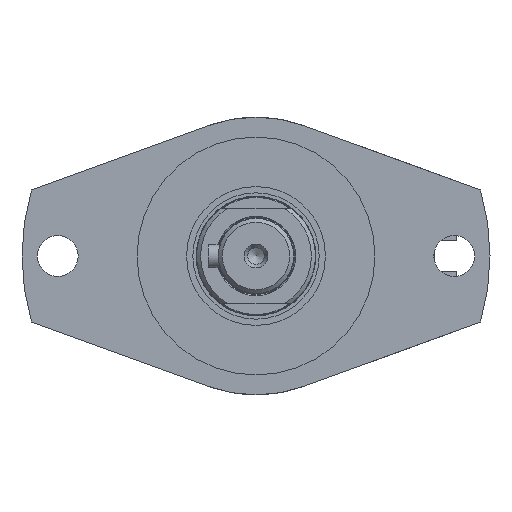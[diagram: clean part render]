
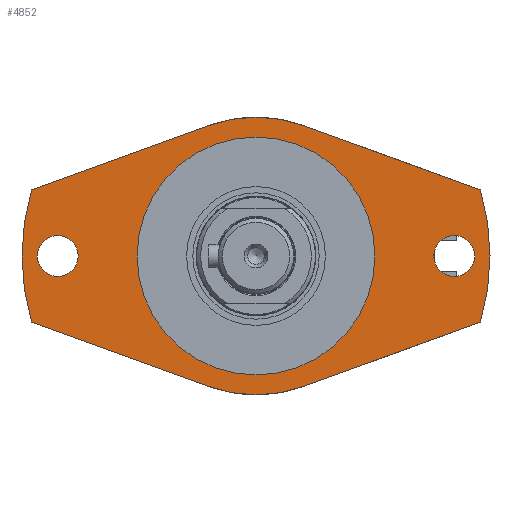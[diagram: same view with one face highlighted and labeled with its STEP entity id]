
A CAD part, left-side view. The second image highlights one B-rep face of the part: STEP entity #4852.
In plain terms, the highlighted planar face has unit normal (-1, 0, 0).
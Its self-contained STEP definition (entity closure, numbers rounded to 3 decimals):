
#406=FACE_BOUND('',#1607,.T.);
#407=FACE_BOUND('',#1608,.T.);
#408=FACE_BOUND('',#1609,.T.);
#566=LINE('',#7686,#930);
#569=LINE('',#7692,#933);
#573=LINE('',#7699,#937);
#576=LINE('',#7705,#940);
#930=VECTOR('',#6204,10.);
#933=VECTOR('',#6209,10.);
#937=VECTOR('',#6215,10.);
#940=VECTOR('',#6220,10.);
#1327=FACE_OUTER_BOUND('',#1606,.T.);
#1606=EDGE_LOOP('',(#3796,#3797,#3798,#3799,#3800,#3801,#3802,#3803));
#1607=EDGE_LOOP('',(#3804));
#1608=EDGE_LOOP('',(#3805));
#1609=EDGE_LOOP('',(#3806,#3807));
#1921=CIRCLE('',#5274,35.);
#1923=CIRCLE('',#5276,35.);
#1927=CIRCLE('',#5281,5.15);
#1930=CIRCLE('',#5285,5.15);
#1932=CIRCLE('',#5293,59.);
#1933=CIRCLE('',#5294,59.);
#1934=CIRCLE('',#5295,30.);
#1935=CIRCLE('',#5296,30.);
#2254=VERTEX_POINT('',#7651);
#2255=VERTEX_POINT('',#7653);
#2258=VERTEX_POINT('',#7659);
#2259=VERTEX_POINT('',#7661);
#2263=VERTEX_POINT('',#7671);
#2266=VERTEX_POINT('',#7679);
#2267=VERTEX_POINT('',#7683);
#2270=VERTEX_POINT('',#7691);
#2272=VERTEX_POINT('',#7697);
#2274=VERTEX_POINT('',#7702);
#2275=VERTEX_POINT('',#7711);
#2276=VERTEX_POINT('',#7712);
#2812=EDGE_CURVE('',#2255,#2254,#1921,.T.);
#2816=EDGE_CURVE('',#2259,#2258,#1923,.T.);
#2822=EDGE_CURVE('',#2263,#2263,#1927,.T.);
#2826=EDGE_CURVE('',#2266,#2266,#1930,.T.);
#2828=EDGE_CURVE('',#2254,#2267,#566,.T.);
#2831=EDGE_CURVE('',#2270,#2259,#569,.T.);
#2835=EDGE_CURVE('',#2258,#2272,#573,.T.);
#2838=EDGE_CURVE('',#2274,#2255,#576,.T.);
#2840=EDGE_CURVE('',#2270,#2267,#1932,.T.);
#2841=EDGE_CURVE('',#2274,#2272,#1933,.T.);
#2842=EDGE_CURVE('',#2275,#2276,#1934,.T.);
#2843=EDGE_CURVE('',#2276,#2275,#1935,.T.);
#3796=ORIENTED_EDGE('',*,*,#2838,.T.);
#3797=ORIENTED_EDGE('',*,*,#2812,.T.);
#3798=ORIENTED_EDGE('',*,*,#2828,.T.);
#3799=ORIENTED_EDGE('',*,*,#2840,.F.);
#3800=ORIENTED_EDGE('',*,*,#2831,.T.);
#3801=ORIENTED_EDGE('',*,*,#2816,.T.);
#3802=ORIENTED_EDGE('',*,*,#2835,.T.);
#3803=ORIENTED_EDGE('',*,*,#2841,.F.);
#3804=ORIENTED_EDGE('',*,*,#2822,.T.);
#3805=ORIENTED_EDGE('',*,*,#2826,.T.);
#3806=ORIENTED_EDGE('',*,*,#2842,.T.);
#3807=ORIENTED_EDGE('',*,*,#2843,.T.);
#4652=PLANE('',#5292);
#4852=ADVANCED_FACE('',(#1327,#406,#407,#408),#4652,.T.);
#5274=AXIS2_PLACEMENT_3D('',#7654,#6172,#6173);
#5276=AXIS2_PLACEMENT_3D('',#7662,#6178,#6179);
#5281=AXIS2_PLACEMENT_3D('',#7673,#6190,#6191);
#5285=AXIS2_PLACEMENT_3D('',#7681,#6199,#6200);
#5292=AXIS2_PLACEMENT_3D('',#7708,#6225,#6226);
#5293=AXIS2_PLACEMENT_3D('',#7709,#6227,#6228);
#5294=AXIS2_PLACEMENT_3D('',#7710,#6229,#6230);
#5295=AXIS2_PLACEMENT_3D('',#7713,#6231,#6232);
#5296=AXIS2_PLACEMENT_3D('',#7714,#6233,#6234);
#6172=DIRECTION('center_axis',(-1.,0.,0.));
#6173=DIRECTION('ref_axis',(0.,-0.342,0.94));
#6178=DIRECTION('center_axis',(-1.,0.,0.));
#6179=DIRECTION('ref_axis',(0.,0.342,-0.94));
#6190=DIRECTION('center_axis',(1.,0.,0.));
#6191=DIRECTION('ref_axis',(0.,0.,
-1.));
#6199=DIRECTION('center_axis',(1.,0.,0.));
#6200=DIRECTION('ref_axis',(0.,0.,
-1.));
#6204=DIRECTION('',(0.,-0.94,0.342));
#6209=DIRECTION('',(0.,0.94,0.342));
#6215=DIRECTION('',(0.,0.94,-0.342));
#6220=DIRECTION('',(0.,-0.94,-0.342));
#6225=DIRECTION('center_axis',(-1.,0.,0.));
#6226=DIRECTION('ref_axis',(0.,0.,1.));
#6227=DIRECTION('center_axis',(1.,0.,0.));
#6228=DIRECTION('ref_axis',(0.,1.,0.));
#6229=DIRECTION('center_axis',(1.,0.,0.));
#6230=DIRECTION('ref_axis',(0.,1.,0.));
#6231=DIRECTION('center_axis',(1.,0.,0.));
#6232=DIRECTION('ref_axis',(0.,1.,0.));
#6233=DIRECTION('center_axis',(1.,0.,0.));
#6234=DIRECTION('ref_axis',(0.,1.,0.));
#7651=CARTESIAN_POINT('',(-155.,-11.971,-32.889));
#7653=CARTESIAN_POINT('',(-155.,11.971,-32.889));
#7654=CARTESIAN_POINT('Origin',(-155.,0.,0.));
#7659=CARTESIAN_POINT('',(-155.,11.971,32.889));
#7661=CARTESIAN_POINT('',(-155.,-11.971,32.889));
#7662=CARTESIAN_POINT('Origin',(-155.,0.,0.));
#7671=CARTESIAN_POINT('',(-155.,-50.,5.15));
#7673=CARTESIAN_POINT('Origin',(-155.,-50.,0.));
#7679=CARTESIAN_POINT('',(-155.,50.,5.15));
#7681=CARTESIAN_POINT('Origin',(-155.,50.,0.));
#7683=CARTESIAN_POINT('',(-155.,-56.604,-16.644));
#7686=CARTESIAN_POINT('',(-155.,7.677,-40.04));
#7691=CARTESIAN_POINT('',(-155.,-56.604,16.644));
#7692=CARTESIAN_POINT('',(-155.,-37.505,23.596));
#7697=CARTESIAN_POINT('',(-155.,56.604,16.644));
#7699=CARTESIAN_POINT('',(-155.,31.618,25.738));
#7702=CARTESIAN_POINT('',(-155.,56.604,-16.644));
#7705=CARTESIAN_POINT('',(-155.,76.799,-9.294));
#7708=CARTESIAN_POINT('Origin',(-155.,44.5,0.));
#7709=CARTESIAN_POINT('Origin',(-155.,0.,0.));
#7710=CARTESIAN_POINT('Origin',(-155.,0.,0.));
#7711=CARTESIAN_POINT('',(-155.,30.,0.));
#7712=CARTESIAN_POINT('',(-155.,-30.,0.));
#7713=CARTESIAN_POINT('Origin',(-155.,0.,0.));
#7714=CARTESIAN_POINT('Origin',(-155.,0.,0.));
